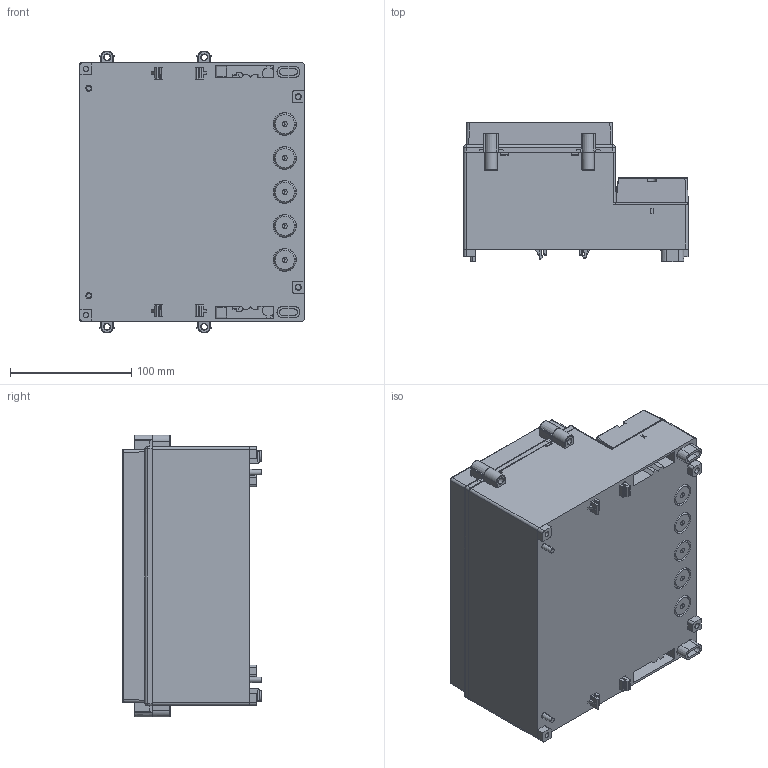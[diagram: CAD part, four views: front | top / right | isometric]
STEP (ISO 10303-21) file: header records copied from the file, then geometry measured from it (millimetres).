
FILE_DESCRIPTION (( 'STEP AP214' ), '1' );
FILE_NAME ('DC005LGNO__DC005CBUNO.STEP', '2019-03-26T01:08:07', ( '' ), ( '' ), 'SwSTEP 2.0', 'SolidWorks 2014', '' );
FILE_SCHEMA (( 'AUTOMOTIVE_DESIGN' ));
Length unit declared in the file: millimetre
Products named in the file (4): DC005LGNO__DC005CBUNO; DC005-透明上蓋; DC005-小上蓋; DC005-本體
Assembly tree (3 placements, depth 2):
  DC005LGNO__DC005CBUNO
    DC005-本體
    DC005-小上蓋
    DC005-透明上蓋
Bounding box: 185 x 114.5 x 232.4 mm (x, y, z)
Volume: 479050.6 mm3; surface area: 383911.1 mm2
Topology: 3 solids, 3 shells, 1426 faces, 3900 edges, 2582 vertices
Faces by surface type: plane 890, cone 226, cylinder 219, bspline 91
Entity records: 61054 total; most frequent: CARTESIAN_POINT 24515, ORIENTED_EDGE 7792, DIRECTION 5785, EDGE_CURVE 3896, VERTEX_POINT 2582, LINE 2183, VECTOR 2183, AXIS2_PLACEMENT_3D 1801
